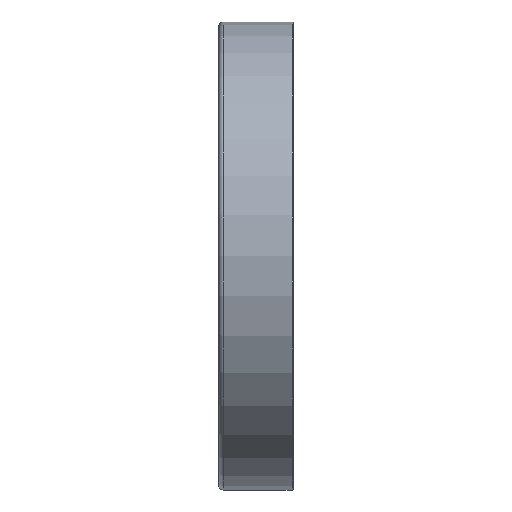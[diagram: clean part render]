
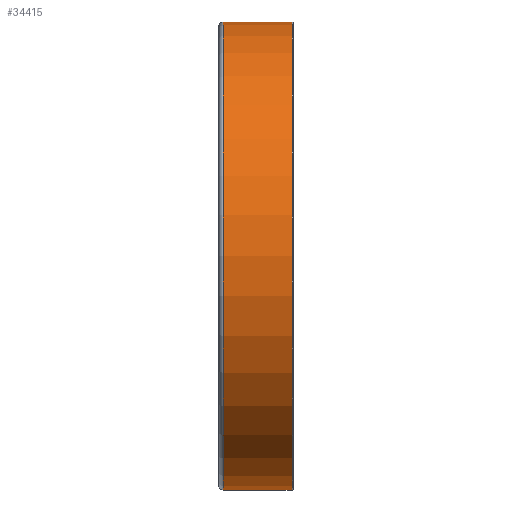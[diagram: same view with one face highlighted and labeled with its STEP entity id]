
A CAD part, top view. The second image highlights one B-rep face of the part: STEP entity #34415.
In plain terms, the highlighted cylindrical face has radius 50 mm (diameter 100 mm), a partial arc.
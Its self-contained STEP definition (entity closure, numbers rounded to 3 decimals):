
#24528=DIRECTION('',(-1.,0.,0.));
#24529=VECTOR('',#24528,14.7);
#24530=CARTESIAN_POINT('',(7.7,50.,0.));
#24531=LINE('',#24530,#24529);
#24535=DIRECTION('',(-1.,0.,0.));
#24536=VECTOR('',#24535,14.7);
#24537=CARTESIAN_POINT('',(7.7,-50.,0.));
#24538=LINE('',#24537,#24536);
#24550=CARTESIAN_POINT('',(7.7,0.,0.));
#24551=DIRECTION('',(1.,0.,0.));
#24552=DIRECTION('',(0.,1.,0.));
#24553=AXIS2_PLACEMENT_3D('',#24550,#24551,#24552);
#24558=CARTESIAN_POINT('',(-7.,0.,0.));
#24559=DIRECTION('',(1.,0.,0.));
#24560=DIRECTION('',(0.,1.,0.));
#24561=AXIS2_PLACEMENT_3D('',#24558,#24559,#24560);
#31459=CARTESIAN_POINT('',(7.7,50.,0.));
#31460=CARTESIAN_POINT('',(-7.,50.,0.));
#31461=VERTEX_POINT('',#31459);
#31462=VERTEX_POINT('',#31460);
#31471=CARTESIAN_POINT('',(7.7,-50.,0.));
#31472=CARTESIAN_POINT('',(-7.,-50.,0.));
#31473=VERTEX_POINT('',#31471);
#31474=VERTEX_POINT('',#31472);
#34403=CARTESIAN_POINT('',(-8.8,0.,0.));
#34404=DIRECTION('',(1.,0.,0.));
#34405=DIRECTION('',(0.,-1.,0.));
#34406=AXIS2_PLACEMENT_3D('',#34403,#34404,#34405);
#34407=CYLINDRICAL_SURFACE('',#34406,50.);
#34408=ORIENTED_EDGE('',*,*,#34393,.F.);
#34409=ORIENTED_EDGE('',*,*,#34370,.T.);
#34410=ORIENTED_EDGE('',*,*,#34397,.T.);
#34412=ORIENTED_EDGE('',*,*,#34411,.F.);
#34413=EDGE_LOOP('',(#34408,#34409,#34410,#34412));
#34414=FACE_OUTER_BOUND('',#34413,.F.);
#24554=CIRCLE('',#24553,50.);
#24562=CIRCLE('',#24561,50.);
#34370=EDGE_CURVE('',#31461,#31473,#24554,.T.);
#34393=EDGE_CURVE('',#31461,#31462,#24531,.T.);
#34397=EDGE_CURVE('',#31473,#31474,#24538,.T.);
#34411=EDGE_CURVE('',#31462,#31474,#24562,.T.);
#34415=ADVANCED_FACE('',(#34414),#34407,.T.);
